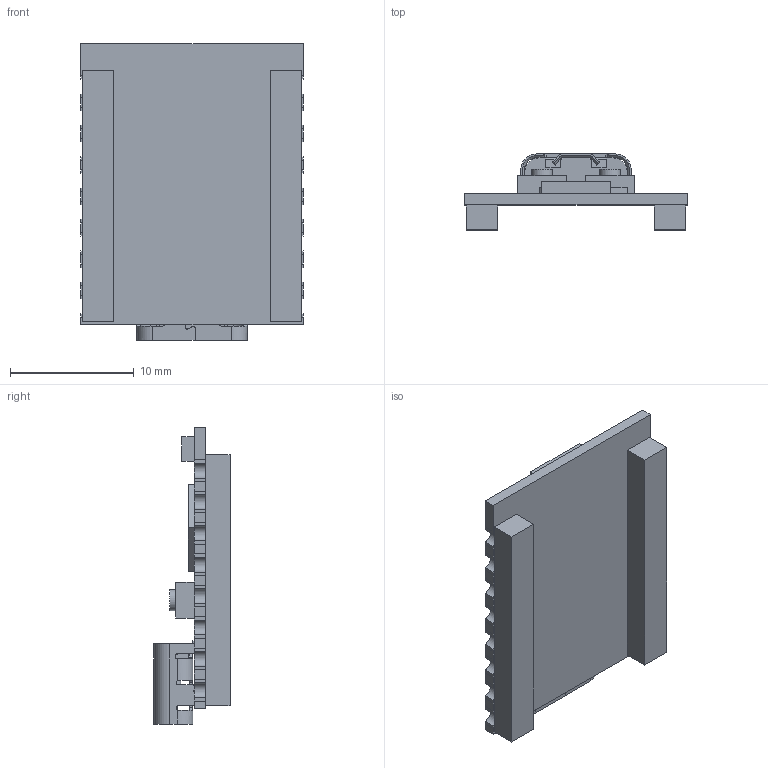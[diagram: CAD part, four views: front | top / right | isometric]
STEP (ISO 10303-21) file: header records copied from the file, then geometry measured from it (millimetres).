
FILE_DESCRIPTION(/* description */ ('STEP AP242 Edition 2','CAx-IF Rec.Pracs.---Representation and Presentation of Product Manufacturing Information (PMI)---4.0---2014-10-13','CAx-IF Rec.Pracs.---3D Tessellated Geometry---0.4---2014-09-14','2;1','CAx-IF Rec.Pracs.---User Defined Attributes---1.5---2016-08-15'),/* implementation_level */ '2;1');
FILE_NAME(/* name */ '6942ed7306dd2bac08509b9c',/* time_stamp */ '2025-12-17T17:50:45Z',/* author */ (''),/* organization */ (''),/* preprocessor_version */ 'ST-DEVELOPER v20',/* originating_system */ 'ONSHAPE BY PTC INC, 1.208',/* authorisation */ ' ');
FILE_SCHEMA (('AP242_MANAGED_MODEL_BASED_3D_ENGINEERING_MIM_LF { 1 0 10303 442 3 1 4 }'));
Length unit declared in the file: metre
Products named in the file (31): ESP32-C3 SuperMini; LeftStandoff; RightStandoff; USB C; components (other)^ESP32-C3 SuperMini007 <1>; components (other)^ESP32-C3 SuperMini004; components (other)^ESP32-C3 SuperMini005; components (other)^ESP32-C3 SuperMini002; components (other)^ESP32-C3 SuperMini; components (other)^ESP32-C3 SuperMini006; components (other)^ESP32-C3 SuperMini001; components (other)^ESP32-C3 SuperMini003; Board c3mini017 <1>; Board c3mini018; Board c3mini008; Board c3mini007; Board c3mini010; Board c3mini003; Board c3mini; Board c3mini001; Board c3mini005; Board c3mini006; Board c3mini013; Board c3mini011; Board c3mini015; Board c3mini016; Board c3mini002; Board c3mini004; Board c3mini014; Board c3mini012; Board c3mini009
Assembly tree (30 placements, depth 3):
  ESP32-C3 SuperMini
    LeftStandoff
    RightStandoff
    USB C
    components (other)^ESP32-C3 SuperMini007 <1>
      components (other)^ESP32-C3 SuperMini004
      components (other)^ESP32-C3 SuperMini005
      components (other)^ESP32-C3 SuperMini002
      components (other)^ESP32-C3 SuperMini
      components (other)^ESP32-C3 SuperMini006
      components (other)^ESP32-C3 SuperMini001
      components (other)^ESP32-C3 SuperMini003
    Board c3mini017 <1>
      Board c3mini018
      Board c3mini008
      Board c3mini007
      Board c3mini010
      Board c3mini003
      Board c3mini
      Board c3mini001
      Board c3mini005
      Board c3mini006
      Board c3mini013
      Board c3mini011
      Board c3mini015
      Board c3mini016
      Board c3mini002
      Board c3mini004
      Board c3mini014
      Board c3mini012
      Board c3mini009
Bounding box: 18 x 6.16 x 24 mm (x, y, z)
Volume: 1020.9 mm3; surface area: 2906.4 mm2
Topology: 28 solids, 28 shells, 995 faces, 2790 edges, 1828 vertices
Faces by surface type: plane 717, cylinder 261, cone 13, bspline 4
Full cylindrical faces by diameter (mm): 0.426 x2, 1.2 x16, 1.7 x2
Entity records: 33877 total; most frequent: CARTESIAN_POINT 5945, ORIENTED_EDGE 5540, DIRECTION 5364, EDGE_CURVE 2770, LINE 2156, VECTOR 2156, VERTEX_POINT 1828, AXIS2_PLACEMENT_3D 1604
